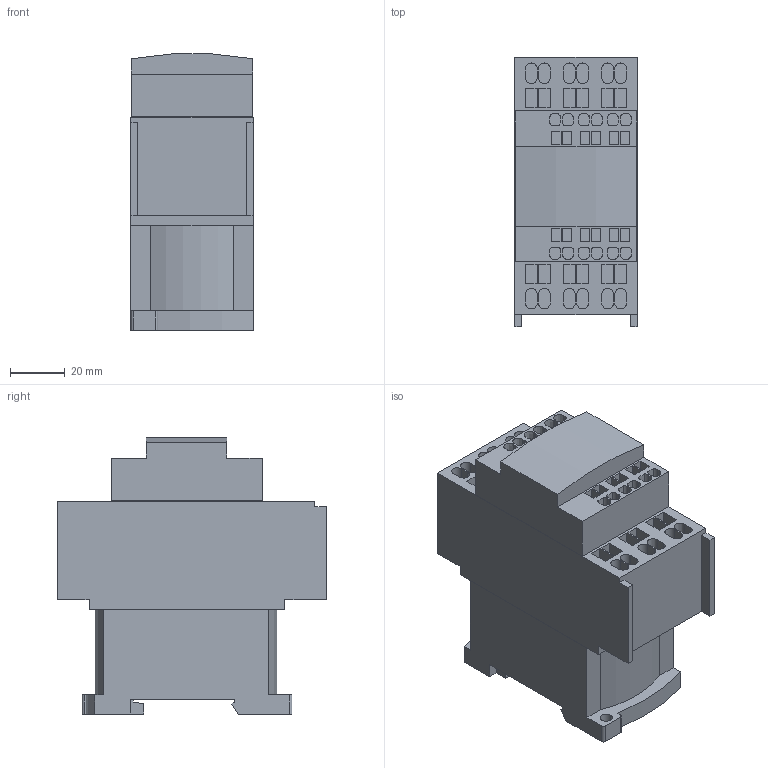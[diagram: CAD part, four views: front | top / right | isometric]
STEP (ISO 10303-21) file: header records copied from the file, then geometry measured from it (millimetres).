
FILE_DESCRIPTION((''),'2;1');
FILE_NAME('LC1D183BD_ASM','2018-01-10T',('SESA468396'),('Schneider-Electric'),'PRO/ENGINEER BY PARAMETRIC TECHNOLOGY CORPORATION, 2015440','PRO/ENGINEER BY PARAMETRIC TECHNOLOGY CORPORATION, 2015440','');
FILE_SCHEMA(('CONFIG_CONTROL_DESIGN'));
Length unit declared in the file: millimetre
Products named in the file (5): MANIFOLD_SOLID_BREP_10619; MANIFOLD_SOLID_BREP_16234; SB105139_3D_COLOUR_20_ASM; MANIFOLD_SOLID_BREP_10620; LC1D183BD_ASM
Assembly tree (4 placements, depth 3):
  LC1D183BD_ASM
    SB105139_3D_COLOUR_20_ASM
      MANIFOLD_SOLID_BREP_10619
      MANIFOLD_SOLID_BREP_16234
    MANIFOLD_SOLID_BREP_10620
Bounding box: 44.8 x 98.8 x 101.28 mm (x, y, z)
Volume: 305196.3 mm3; surface area: 51621.4 mm2
Topology: 3 solids, 3 shells, 359 faces, 916 edges, 612 vertices
Faces by surface type: plane 286, cylinder 61, extrusion 12
Entity records: 11432 total; most frequent: CARTESIAN_POINT 2481, ORIENTED_EDGE 1832, DIRECTION 1748, EDGE_CURVE 916, VECTOR 776, LINE 764, VERTEX_POINT 612, AXIS2_PLACEMENT_3D 486
